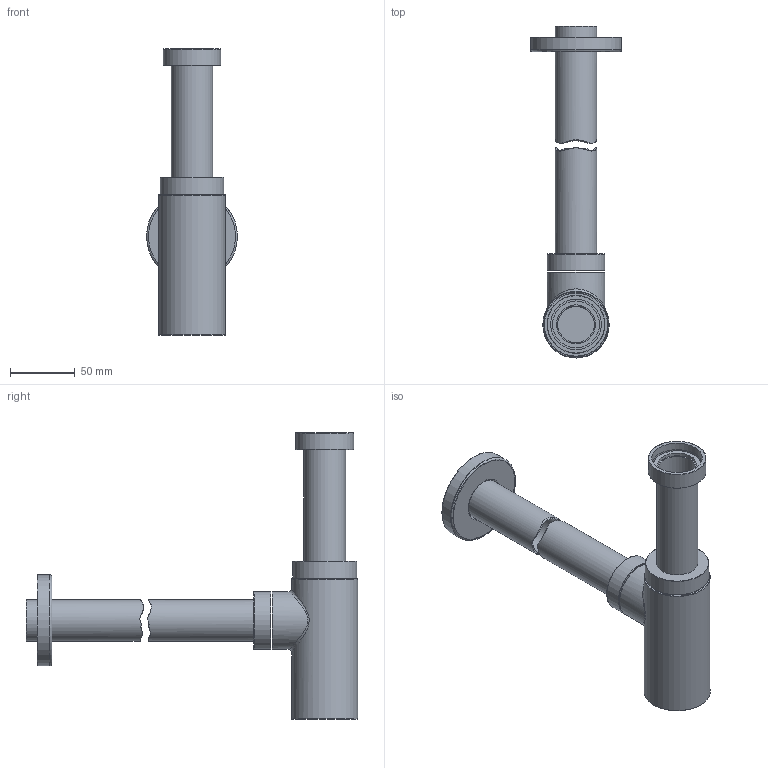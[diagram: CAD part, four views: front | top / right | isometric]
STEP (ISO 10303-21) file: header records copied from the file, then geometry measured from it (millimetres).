
FILE_DESCRIPTION(/* description */ ('Unknown'),/* implementation_level */ '2;1');
FILE_NAME(/* name */ 'P035',/* time_stamp */ '2016-05-24T10:39:49+02:00',/* author */ ('Unknown'),/* organization */ ('Unknown'),/* preprocessor_version */ 'ST-DEVELOPER v16.7',/* originating_system */ 'DEX',/* authorisation */ $);
FILE_SCHEMA (('AUTOMOTIVE_DESIGN {1 0 10303 214 3 1 1}'));
Length unit declared in the file: millimetre
Products named in the file (1): P035
Bounding box: 70 x 255.36 x 220.4 mm (x, y, z)
Volume: 238744.3 mm3; surface area: 110197.5 mm2
Topology: 5 solids, 5 shells, 57 faces, 111 edges, 73 vertices
Faces by surface type: cylinder 21, plane 20, torus 13, bspline 3
Full cylindrical faces by diameter (mm): 28.263 x2, 30 x4, 32 x3, 32.5 x1, 33.9 x1, 36 x1, 38.952 x2, 44.5 x3, 49 x1, 51 x1, 68.6 x1, 70 x1
Entity records: 3336 total; most frequent: CARTESIAN_POINT 2164, DIRECTION 214, ORIENTED_EDGE 126, EDGE_LOOP 112, FACE_BOUND 112, AXIS2_PLACEMENT_3D 105, EDGE_CURVE 63, VERTEX_POINT 61
